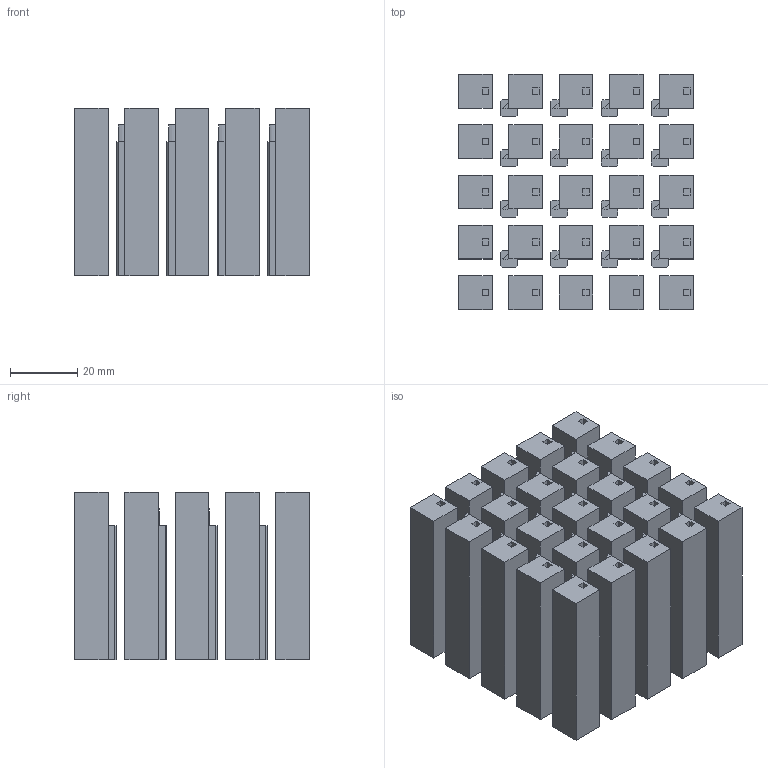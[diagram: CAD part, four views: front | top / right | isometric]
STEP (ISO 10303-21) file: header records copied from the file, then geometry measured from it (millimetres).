
FILE_DESCRIPTION(('Open CASCADE Model'),'2;1');
FILE_NAME('Open CASCADE Shape Model','2024-05-28T22:51:46',('Author'),( 'Open CASCADE'),'Open CASCADE STEP processor 7.7','Open CASCADE 7.7' ,'Unknown');
FILE_SCHEMA(('AUTOMOTIVE_DESIGN { 1 0 10303 214 1 1 1 1 }'));
Length unit declared in the file: millimetre
Products named in the file (26): Open CASCADE STEP translator 7.7 15; Open CASCADE STEP translator 7.7 15.1; Open CASCADE STEP translator 7.7 15.2; Open CASCADE STEP translator 7.7 15.3; Open CASCADE STEP translator 7.7 15.4; Open CASCADE STEP translator 7.7 15.5; Open CASCADE STEP translator 7.7 15.6; Open CASCADE STEP translator 7.7 15.7; Open CASCADE STEP translator 7.7 15.8; Open CASCADE STEP translator 7.7 15.9; Open CASCADE STEP translator 7.7 15.10; Open CASCADE STEP translator 7.7 15.11; Open CASCADE STEP translator 7.7 15.12; Open CASCADE STEP translator 7.7 15.13; Open CASCADE STEP translator 7.7 15.14; Open CASCADE STEP translator 7.7 15.15; Open CASCADE STEP translator 7.7 15.16; Open CASCADE STEP translator 7.7 15.17; Open CASCADE STEP translator 7.7 15.18; Open CASCADE STEP translator 7.7 15.19; Open CASCADE STEP translator 7.7 15.20; Open CASCADE STEP translator 7.7 15.21; Open CASCADE STEP translator 7.7 15.22; Open CASCADE STEP translator 7.7 15.23; Open CASCADE STEP translator 7.7 15.24; Open CASCADE STEP translator 7.7 15.25
Assembly tree (25 placements, depth 2):
  Open CASCADE STEP translator 7.7 15
    Open CASCADE STEP translator 7.7 15.1
    Open CASCADE STEP translator 7.7 15.2
    Open CASCADE STEP translator 7.7 15.3
    Open CASCADE STEP translator 7.7 15.4
    Open CASCADE STEP translator 7.7 15.5
    Open CASCADE STEP translator 7.7 15.6
    Open CASCADE STEP translator 7.7 15.7
    Open CASCADE STEP translator 7.7 15.8
    Open CASCADE STEP translator 7.7 15.9
    Open CASCADE STEP translator 7.7 15.10
    Open CASCADE STEP translator 7.7 15.11
    Open CASCADE STEP translator 7.7 15.12
    Open CASCADE STEP translator 7.7 15.13
    Open CASCADE STEP translator 7.7 15.14
    Open CASCADE STEP translator 7.7 15.15
    Open CASCADE STEP translator 7.7 15.16
    Open CASCADE STEP translator 7.7 15.17
    Open CASCADE STEP translator 7.7 15.18
    Open CASCADE STEP translator 7.7 15.19
    Open CASCADE STEP translator 7.7 15.20
    Open CASCADE STEP translator 7.7 15.21
    Open CASCADE STEP translator 7.7 15.22
    Open CASCADE STEP translator 7.7 15.23
    Open CASCADE STEP translator 7.7 15.24
    Open CASCADE STEP translator 7.7 15.25
Bounding box: 70 x 70 x 50 mm (x, y, z)
Volume: 135898.4 mm3; surface area: 64468.8 mm2
Topology: 25 solids, 125 shells, 1051 faces, 2312 edges, 1536 vertices
Faces by surface type: plane 1035, cylinder 16
Entity records: 57934 total; most frequent: CARTESIAN_POINT 10277, DIRECTION 8474, LINE 6240, VECTOR 6240, ORIENTED_EDGE 4624, PCURVE 4624, DEFINITIONAL_REPRESENTATION 4624, EDGE_CURVE 2312
